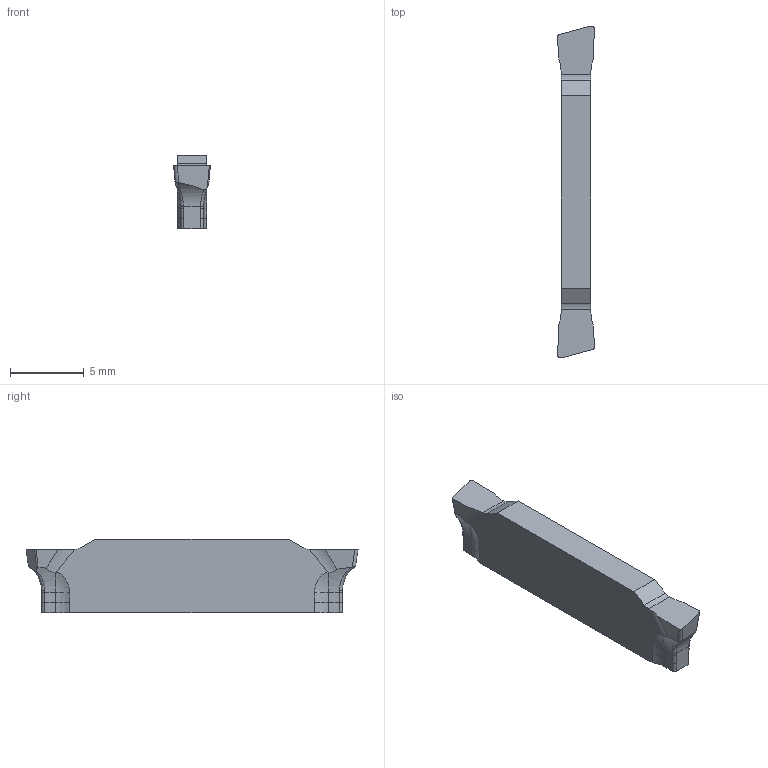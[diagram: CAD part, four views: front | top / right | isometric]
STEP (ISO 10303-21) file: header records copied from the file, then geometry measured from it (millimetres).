
FILE_DESCRIPTION(/* description */ (''),/* implementation_level */ '2;1');
FILE_NAME(/* name */ 'GY2G0250E020R15-GS.stp',/* time_stamp */ '2022-12-09T09:10:07+09:00',/* author */ (''),/* organization */ (''),/* preprocessor_version */ 'ST-DEVELOPER v16',/* originating_system */ 'SIEMENS PLM Software NX 10.0',/* authorisation */ '');
FILE_SCHEMA (('AUTOMOTIVE_DESIGN { 1 0 10303 214 3 1 1 1 }'));
Length unit declared in the file: millimetre
Products named in the file (1): GY2G0250E020R15-GS
Bounding box: 2.5 x 22.52 x 5.01 mm (x, y, z)
Volume: 198.4 mm3; surface area: 302.5 mm2
Topology: 1 solids, 1 shells, 68 faces, 206 edges, 170 vertices
Faces by surface type: cylinder 32, plane 24, torus 8, bspline 4
Entity records: 2892 total; most frequent: CARTESIAN_POINT 1056, ORIENTED_EDGE 356, DIRECTION 324, EDGE_CURVE 178, AXIS2_PLACEMENT_3D 118, VERTEX_POINT 112, LINE 88, VECTOR 88
